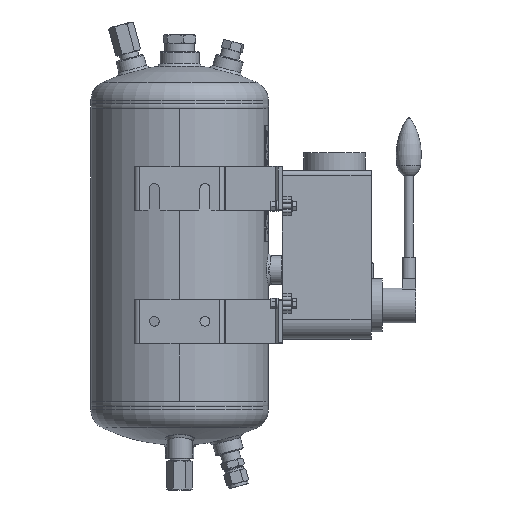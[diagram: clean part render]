
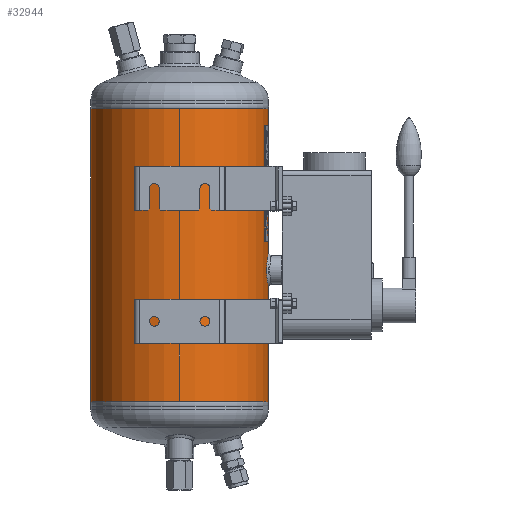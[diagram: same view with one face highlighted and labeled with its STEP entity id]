
A CAD part, left-side view. The second image highlights one B-rep face of the part: STEP entity #32944.
In plain terms, the highlighted cylindrical face has radius 100 mm (diameter 200 mm), a partial arc.
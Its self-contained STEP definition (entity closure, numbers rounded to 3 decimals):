
#2209=LINE('',#51678,#4303);
#2210=LINE('',#51683,#4304);
#2211=LINE('',#51687,#4305);
#2212=LINE('',#51691,#4306);
#4303=VECTOR('',#43517,1000.);
#4304=VECTOR('',#43520,1000.);
#4305=VECTOR('',#43523,1000.);
#4306=VECTOR('',#43526,1000.);
#6397=CIRCLE('',#40517,100.);
#6398=CIRCLE('',#40518,100.);
#6399=CIRCLE('',#40519,100.);
#6400=CIRCLE('',#40520,100.);
#7375=ORIENTED_EDGE('',*,*,#16991,.T.);
#7376=ORIENTED_EDGE('',*,*,#16992,.T.);
#7377=ORIENTED_EDGE('',*,*,#16993,.T.);
#7378=ORIENTED_EDGE('',*,*,#16994,.F.);
#7379=ORIENTED_EDGE('',*,*,#16995,.F.);
#7380=ORIENTED_EDGE('',*,*,#16996,.F.);
#7381=ORIENTED_EDGE('',*,*,#16997,.F.);
#7382=ORIENTED_EDGE('',*,*,#16998,.T.);
#7383=ORIENTED_EDGE('',*,*,#16999,.T.);
#7384=ORIENTED_EDGE('',*,*,#17000,.F.);
#7385=ORIENTED_EDGE('',*,*,#17001,.F.);
#16991=EDGE_CURVE('',#21799,#21799,#25201,.T.);
#16992=EDGE_CURVE('',#21800,#21800,#25202,.T.);
#16993=EDGE_CURVE('',#21801,#21801,#25203,.T.);
#16994=EDGE_CURVE('',#21802,#21803,#2209,.T.);
#16995=EDGE_CURVE('',#21804,#21802,#6397,.T.);
#16996=EDGE_CURVE('',#21805,#21804,#2210,.F.);
#16997=EDGE_CURVE('',#21806,#21805,#6398,.T.);
#16998=EDGE_CURVE('',#21806,#21807,#2211,.T.);
#16999=EDGE_CURVE('',#21807,#21808,#6399,.T.);
#17000=EDGE_CURVE('',#21809,#21808,#2212,.T.);
#17001=EDGE_CURVE('',#21803,#21809,#6400,.T.);
#21799=VERTEX_POINT('',#51653);
#21800=VERTEX_POINT('',#51665);
#21801=VERTEX_POINT('',#51677);
#21802=VERTEX_POINT('',#51679);
#21803=VERTEX_POINT('',#51680);
#21804=VERTEX_POINT('',#51682);
#21805=VERTEX_POINT('',#51684);
#21806=VERTEX_POINT('',#51686);
#21807=VERTEX_POINT('',#51688);
#21808=VERTEX_POINT('',#51690);
#21809=VERTEX_POINT('',#51692);
#25201=B_SPLINE_CURVE_WITH_KNOTS('',3,(#51634,#51635,#51636,#51637,#51638,
#51639,#51640,#51641,#51642,#51643,#51644,#51645,#51646,#51647,#51648,#51649,
#51650,#51651,#51652),.UNSPECIFIED.,.T.,.F.,(1,1,1,1,1,1,1,1,1,1,1,1,1,
1,1,1,1,1,1,1,1,1,1),(-0.018,-0.012,-0.006,
0.,0.006,0.012,0.018,0.023,
0.029,0.035,0.041,0.047,
0.053,0.059,0.065,0.07,
0.076,0.082,0.088,0.094,
0.1,0.106,0.112),.UNSPECIFIED.);
#25202=B_SPLINE_CURVE_WITH_KNOTS('',3,(#51654,#51655,#51656,#51657,#51658,
#51659,#51660,#51661,#51662,#51663,#51664),.UNSPECIFIED.,.T.,.F.,(1,1,1,
1,1,1,1,1,1,1,1,1,1,1,1),(-0.012,-0.008,-0.004,
0.,0.004,0.008,0.012,
0.016,0.02,0.023,0.027,
0.031,0.035,0.039,0.043),
 .UNSPECIFIED.);
#25203=B_SPLINE_CURVE_WITH_KNOTS('',3,(#51666,#51667,#51668,#51669,#51670,
#51671,#51672,#51673,#51674,#51675,#51676),.UNSPECIFIED.,.T.,.F.,(1,1,1,
1,1,1,1,1,1,1,1,1,1,1,1),(-0.012,-0.008,-0.004,
0.,0.004,0.008,0.012,
0.016,0.02,0.023,0.027,
0.031,0.035,0.039,0.043),
 .UNSPECIFIED.);
#26916=EDGE_LOOP('',(#7375));
#26917=EDGE_LOOP('',(#7376));
#26918=EDGE_LOOP('',(#7377));
#26919=EDGE_LOOP('',(#7378,#7379,#7380,#7381,#7382,#7383,#7384,#7385));
#29675=FACE_BOUND('',#26916,.T.);
#29676=FACE_BOUND('',#26917,.T.);
#29677=FACE_BOUND('',#26918,.T.);
#29678=FACE_BOUND('',#26919,.T.);
#32432=CYLINDRICAL_SURFACE('',#40516,100.);
#32944=ADVANCED_FACE('',(#29675,#29676,#29677,#29678),#32432,.T.);
#40516=AXIS2_PLACEMENT_3D('',#51633,#43515,#43516);
#40517=AXIS2_PLACEMENT_3D('',#51681,#43518,#43519);
#40518=AXIS2_PLACEMENT_3D('',#51685,#43521,#43522);
#40519=AXIS2_PLACEMENT_3D('',#51689,#43524,#43525);
#40520=AXIS2_PLACEMENT_3D('',#51693,#43527,#43528);
#43515=DIRECTION('',(0.,-1.,0.));
#43516=DIRECTION('',(0.,0.,-1.));
#43517=DIRECTION('',(0.,-1.,0.));
#43518=DIRECTION('',(0.,1.,0.));
#43519=DIRECTION('',(1.,0.,0.));
#43520=DIRECTION('',(0.,-1.,0.));
#43521=DIRECTION('',(0.,-1.,0.));
#43522=DIRECTION('',(1.,0.,0.));
#43523=DIRECTION('',(0.,-1.,0.));
#43524=DIRECTION('',(0.,1.,0.));
#43525=DIRECTION('',(1.,0.,0.));
#43526=DIRECTION('',(0.,-1.,0.));
#43527=DIRECTION('',(0.,-1.,0.));
#43528=DIRECTION('',(1.,0.,0.));
#51633=CARTESIAN_POINT('',(0.,330.,0.));
#51634=CARTESIAN_POINT('',(-98.994,187.429,14.208));
#51635=CARTESIAN_POINT('',(-98.806,181.503,15.395));
#51636=CARTESIAN_POINT('',(-98.993,175.608,14.214));
#51637=CARTESIAN_POINT('',(-99.436,170.625,10.88));
#51638=CARTESIAN_POINT('',(-99.878,167.295,5.9));
#51639=CARTESIAN_POINT('',(-100.061,166.117,0.009));
#51640=CARTESIAN_POINT('',(-99.879,167.288,-5.887));
#51641=CARTESIAN_POINT('',(-99.437,170.623,-10.879));
#51642=CARTESIAN_POINT('',(-98.992,175.61,-14.215));
#51643=CARTESIAN_POINT('',(-98.807,181.503,-15.391));
#51644=CARTESIAN_POINT('',(-98.992,187.396,-14.219));
#51645=CARTESIAN_POINT('',(-99.435,192.379,-10.892));
#51646=CARTESIAN_POINT('',(-99.877,195.718,-5.914));
#51647=CARTESIAN_POINT('',(-100.061,196.901,-0.013));
#51648=CARTESIAN_POINT('',(-99.878,195.728,5.889));
#51649=CARTESIAN_POINT('',(-99.437,192.395,10.874));
#51650=CARTESIAN_POINT('',(-98.994,187.429,14.208));
#51651=CARTESIAN_POINT('',(-98.806,181.503,15.395));
#51652=CARTESIAN_POINT('',(-98.993,175.608,14.214));
#51653=CARTESIAN_POINT('',(-98.869,181.508,15.));
#51654=CARTESIAN_POINT('',(3.922,158.915,-99.937));
#51655=CARTESIAN_POINT('',(-0.001,160.542,-100.031));
#51656=CARTESIAN_POINT('',(-3.918,158.916,-99.937));
#51657=CARTESIAN_POINT('',(-5.54,155.004,-99.844));
#51658=CARTESIAN_POINT('',(-3.921,151.083,-99.937));
#51659=CARTESIAN_POINT('',(-0.001,149.46,-100.031));
#51660=CARTESIAN_POINT('',(3.913,151.078,-99.938));
#51661=CARTESIAN_POINT('',(5.541,154.994,-99.844));
#51662=CARTESIAN_POINT('',(3.922,158.915,-99.937));
#51663=CARTESIAN_POINT('',(-0.001,160.542,-100.031));
#51664=CARTESIAN_POINT('',(-3.918,158.916,-99.937));
#51665=CARTESIAN_POINT('',(0.,160.,-100.));
#51666=CARTESIAN_POINT('',(3.922,48.915,-99.937));
#51667=CARTESIAN_POINT('',(-0.001,50.542,-100.031));
#51668=CARTESIAN_POINT('',(-3.918,48.916,-99.937));
#51669=CARTESIAN_POINT('',(-5.54,45.004,-99.844));
#51670=CARTESIAN_POINT('',(-3.921,41.083,-99.937));
#51671=CARTESIAN_POINT('',(-0.001,39.46,-100.031));
#51672=CARTESIAN_POINT('',(3.913,41.078,-99.938));
#51673=CARTESIAN_POINT('',(5.541,44.994,-99.844));
#51674=CARTESIAN_POINT('',(3.922,48.915,-99.937));
#51675=CARTESIAN_POINT('',(-0.001,50.542,-100.031));
#51676=CARTESIAN_POINT('',(-3.918,48.916,-99.937));
#51677=CARTESIAN_POINT('',(0.,50.,-100.));
#51678=CARTESIAN_POINT('',(-0.241,165.,100.));
#51679=CARTESIAN_POINT('',(-0.241,330.,100.));
#51680=CARTESIAN_POINT('',(-0.241,265.,100.));
#51681=CARTESIAN_POINT('',(0.,330.,0.));
#51682=CARTESIAN_POINT('',(0.241,330.,100.));
#51683=CARTESIAN_POINT('',(0.241,165.,100.));
#51684=CARTESIAN_POINT('',(0.241,265.,100.));
#51685=CARTESIAN_POINT('',(0.,265.,0.));
#51686=CARTESIAN_POINT('',(0.254,265.,100.));
#51687=CARTESIAN_POINT('',(0.254,265.,100.));
#51688=CARTESIAN_POINT('',(0.254,0.,100.));
#51689=CARTESIAN_POINT('',(0.,0.,0.));
#51690=CARTESIAN_POINT('',(-0.254,0.,100.));
#51691=CARTESIAN_POINT('',(-0.254,265.,100.));
#51692=CARTESIAN_POINT('',(-0.254,265.,100.));
#51693=CARTESIAN_POINT('',(0.,265.,0.));
